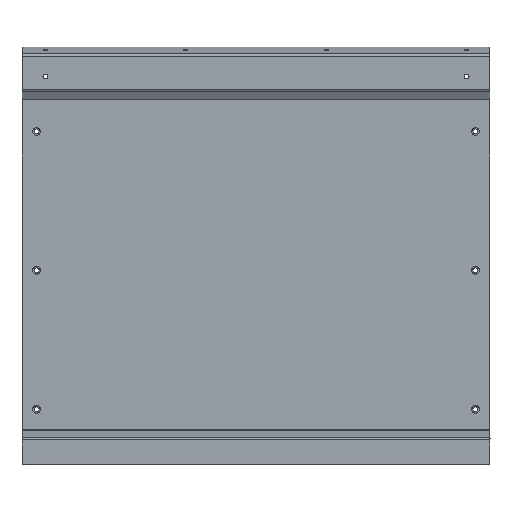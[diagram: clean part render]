
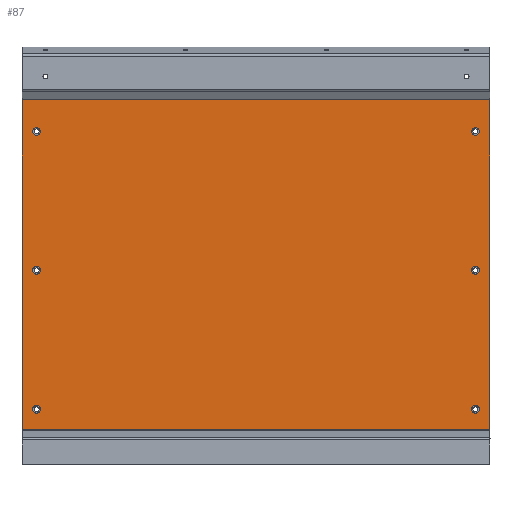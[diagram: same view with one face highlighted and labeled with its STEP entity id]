
A CAD part, top view. The second image highlights one B-rep face of the part: STEP entity #87.
In plain terms, the highlighted planar face has unit normal (0, 0, 1).
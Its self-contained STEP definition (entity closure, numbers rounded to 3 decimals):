
#42=FACE_BOUND('',#286,.T.);
#43=FACE_BOUND('',#287,.T.);
#44=FACE_BOUND('',#288,.T.);
#45=FACE_BOUND('',#289,.T.);
#46=FACE_BOUND('',#290,.T.);
#47=FACE_BOUND('',#291,.T.);
#87=ADVANCED_FACE('',(#177,#42,#43,#44,#45,#46,#47),#1567,.T.);
#177=FACE_OUTER_BOUND('',#285,.T.);
#285=EDGE_LOOP('',(#506,#507,#508,#509));
#286=EDGE_LOOP('',(#510,#511));
#287=EDGE_LOOP('',(#512,#513));
#288=EDGE_LOOP('',(#514,#515));
#289=EDGE_LOOP('',(#516,#517));
#290=EDGE_LOOP('',(#518,#519));
#291=EDGE_LOOP('',(#520,#521));
#506=ORIENTED_EDGE('',*,*,#830,.T.);
#507=ORIENTED_EDGE('',*,*,#891,.F.);
#508=ORIENTED_EDGE('',*,*,#860,.F.);
#509=ORIENTED_EDGE('',*,*,#893,.T.);
#510=ORIENTED_EDGE('',*,*,#904,.T.);
#511=ORIENTED_EDGE('',*,*,#992,.T.);
#512=ORIENTED_EDGE('',*,*,#907,.T.);
#513=ORIENTED_EDGE('',*,*,#995,.T.);
#514=ORIENTED_EDGE('',*,*,#989,.F.);
#515=ORIENTED_EDGE('',*,*,#926,.F.);
#516=ORIENTED_EDGE('',*,*,#986,.F.);
#517=ORIENTED_EDGE('',*,*,#927,.F.);
#518=ORIENTED_EDGE('',*,*,#983,.F.);
#519=ORIENTED_EDGE('',*,*,#928,.F.);
#520=ORIENTED_EDGE('',*,*,#980,.F.);
#521=ORIENTED_EDGE('',*,*,#929,.F.);
#830=EDGE_CURVE('',#1415,#1414,#1050,.T.);
#860=EDGE_CURVE('',#1432,#1424,#1067,.T.);
#891=EDGE_CURVE('',#1424,#1414,#1091,.T.);
#893=EDGE_CURVE('',#1432,#1415,#1093,.T.);
#904=EDGE_CURVE('',#1447,#1515,#1179,.T.);
#907=EDGE_CURVE('',#1449,#1517,#1181,.T.);
#926=EDGE_CURVE('',#1462,#1513,#1194,.T.);
#927=EDGE_CURVE('',#1463,#1511,#1195,.T.);
#928=EDGE_CURVE('',#1464,#1509,#1196,.T.);
#929=EDGE_CURVE('',#1465,#1507,#1197,.T.);
#980=EDGE_CURVE('',#1507,#1465,#1231,.T.);
#983=EDGE_CURVE('',#1509,#1464,#1233,.T.);
#986=EDGE_CURVE('',#1511,#1463,#1235,.T.);
#989=EDGE_CURVE('',#1513,#1462,#1237,.T.);
#992=EDGE_CURVE('',#1515,#1447,#1239,.T.);
#995=EDGE_CURVE('',#1517,#1449,#1241,.T.);
#1050=B_SPLINE_CURVE_WITH_KNOTS('',1,(#2484,#2485),.UNSPECIFIED.,.F.,.F.,
(2,2),(0.,320.),.UNSPECIFIED.);
#1067=B_SPLINE_CURVE_WITH_KNOTS('',1,(#2557,#2558),.UNSPECIFIED.,.F.,.F.,
(2,2),(0.,320.),.UNSPECIFIED.);
#1091=B_SPLINE_CURVE_WITH_KNOTS('',1,(#2626,#2627),.UNSPECIFIED.,.F.,.F.,
(2,2),(0.,225.606),.UNSPECIFIED.);
#1093=B_SPLINE_CURVE_WITH_KNOTS('',1,(#2630,#2631),.UNSPECIFIED.,.F.,.F.,
(2,2),(0.,225.606),.UNSPECIFIED.);
#1179=TRIMMED_CURVE($,#1303,(#2654),(#2655),.T.,.CARTESIAN.);
#1181=TRIMMED_CURVE($,#1305,(#2662),(#2663),.T.,.CARTESIAN.);
#1194=TRIMMED_CURVE($,#1318,(#2713),(#2714),.T.,.CARTESIAN.);
#1195=TRIMMED_CURVE($,#1319,(#2716),(#2717),.T.,.CARTESIAN.);
#1196=TRIMMED_CURVE($,#1320,(#2719),(#2720),.T.,.CARTESIAN.);
#1197=TRIMMED_CURVE($,#1321,(#2722),(#2723),.T.,.CARTESIAN.);
#1231=TRIMMED_CURVE($,#1355,(#2858),(#2859),.T.,.CARTESIAN.);
#1233=TRIMMED_CURVE($,#1357,(#2866),(#2867),.T.,.CARTESIAN.);
#1235=TRIMMED_CURVE($,#1359,(#2874),(#2875),.T.,.CARTESIAN.);
#1237=TRIMMED_CURVE($,#1361,(#2882),(#2883),.T.,.CARTESIAN.);
#1239=TRIMMED_CURVE($,#1363,(#2890),(#2891),.T.,.CARTESIAN.);
#1241=TRIMMED_CURVE($,#1365,(#2898),(#2899),.T.,.CARTESIAN.);
#1303=CIRCLE('',#1779,2.65);
#1305=CIRCLE('',#1781,2.65);
#1318=CIRCLE('',#1794,2.65);
#1319=CIRCLE('',#1795,2.65);
#1320=CIRCLE('',#1796,2.65);
#1321=CIRCLE('',#1797,2.65);
#1355=CIRCLE('',#1831,2.65);
#1357=CIRCLE('',#1833,2.65);
#1359=CIRCLE('',#1835,2.65);
#1361=CIRCLE('',#1837,2.65);
#1363=CIRCLE('',#1839,2.65);
#1365=CIRCLE('',#1841,2.65);
#1414=VERTEX_POINT('',#2324);
#1415=VERTEX_POINT('',#2325);
#1424=VERTEX_POINT('',#2334);
#1432=VERTEX_POINT('',#2342);
#1447=VERTEX_POINT('',#2357);
#1449=VERTEX_POINT('',#2359);
#1462=VERTEX_POINT('',#2372);
#1463=VERTEX_POINT('',#2373);
#1464=VERTEX_POINT('',#2374);
#1465=VERTEX_POINT('',#2375);
#1507=VERTEX_POINT('',#2417);
#1509=VERTEX_POINT('',#2419);
#1511=VERTEX_POINT('',#2421);
#1513=VERTEX_POINT('',#2423);
#1515=VERTEX_POINT('',#2425);
#1517=VERTEX_POINT('',#2427);
#1567=PLANE('',#1691);
#1691=AXIS2_PLACEMENT_3D('',#2249,#1908,$);
#1779=AXIS2_PLACEMENT_3D($,#2653,#2021,#2022);
#1781=AXIS2_PLACEMENT_3D($,#2661,#2025,#2026);
#1794=AXIS2_PLACEMENT_3D($,#2712,#2051,#2052);
#1795=AXIS2_PLACEMENT_3D($,#2715,#2053,#2054);
#1796=AXIS2_PLACEMENT_3D($,#2718,#2055,#2056);
#1797=AXIS2_PLACEMENT_3D($,#2721,#2057,#2058);
#1831=AXIS2_PLACEMENT_3D($,#2857,#2125,#2126);
#1833=AXIS2_PLACEMENT_3D($,#2865,#2129,#2130);
#1835=AXIS2_PLACEMENT_3D($,#2873,#2133,#2134);
#1837=AXIS2_PLACEMENT_3D($,#2881,#2137,#2138);
#1839=AXIS2_PLACEMENT_3D($,#2889,#2141,#2142);
#1841=AXIS2_PLACEMENT_3D($,#2897,#2145,#2146);
#1908=DIRECTION('',(0.,0.,1.));
#2021=DIRECTION('',(0.,0.,-1.));
#2022=DIRECTION('',(0.,1.,0.));
#2025=DIRECTION('',(0.,0.,-1.));
#2026=DIRECTION('',(0.,1.,0.));
#2051=DIRECTION('',(0.,0.,1.));
#2052=DIRECTION('',(0.,1.,0.));
#2053=DIRECTION('',(0.,0.,1.));
#2054=DIRECTION('',(0.,1.,0.));
#2055=DIRECTION('',(0.,0.,1.));
#2056=DIRECTION('',(0.,1.,0.));
#2057=DIRECTION('',(0.,0.,1.));
#2058=DIRECTION('',(0.,1.,0.));
#2125=DIRECTION('',(0.,0.,1.));
#2126=DIRECTION('',(0.,-1.,0.));
#2129=DIRECTION('',(0.,0.,1.));
#2130=DIRECTION('',(0.,-1.,0.));
#2133=DIRECTION('',(0.,0.,1.));
#2134=DIRECTION('',(0.,-1.,0.));
#2137=DIRECTION('',(0.,0.,1.));
#2138=DIRECTION('',(0.,-1.,0.));
#2141=DIRECTION('',(0.,0.,-1.));
#2142=DIRECTION('',(0.,-1.,0.));
#2145=DIRECTION('',(0.,0.,-1.));
#2146=DIRECTION('',(0.,-1.,0.));
#2249=CARTESIAN_POINT('',(-160.,122.404,-34.));
#2324=CARTESIAN_POINT('',(-160.,101.568,-34.));
#2325=CARTESIAN_POINT('',(160.,101.568,-34.));
#2334=CARTESIAN_POINT('',(-160.,-124.037,-34.));
#2342=CARTESIAN_POINT('',(160.,-124.037,-34.));
#2357=CARTESIAN_POINT('',(-150.,-107.35,-34.));
#2359=CARTESIAN_POINT('',(150.,-107.35,-34.));
#2372=CARTESIAN_POINT('',(150.,82.65,-34.));
#2373=CARTESIAN_POINT('',(-150.,82.65,-34.));
#2374=CARTESIAN_POINT('',(150.,-12.35,-34.));
#2375=CARTESIAN_POINT('',(-150.,-12.35,-34.));
#2417=CARTESIAN_POINT('',(-150.,-17.65,-34.));
#2419=CARTESIAN_POINT('',(150.,-17.65,-34.));
#2421=CARTESIAN_POINT('',(-150.,77.35,-34.));
#2423=CARTESIAN_POINT('',(150.,77.35,-34.));
#2425=CARTESIAN_POINT('',(-150.,-112.65,-34.));
#2427=CARTESIAN_POINT('',(150.,-112.65,-34.));
#2484=CARTESIAN_POINT('',(160.,101.568,-34.));
#2485=CARTESIAN_POINT('',(-160.,101.568,-34.));
#2557=CARTESIAN_POINT('',(160.,-124.037,-34.));
#2558=CARTESIAN_POINT('',(-160.,-124.037,-34.));
#2626=CARTESIAN_POINT('',(-160.,-124.037,-34.));
#2627=CARTESIAN_POINT('',(-160.,101.568,-34.));
#2630=CARTESIAN_POINT('',(160.,-124.037,-34.));
#2631=CARTESIAN_POINT('',(160.,101.568,-34.));
#2653=CARTESIAN_POINT('',(-150.,-110.,-34.));
#2654=CARTESIAN_POINT('',(-150.,-107.35,-34.));
#2655=CARTESIAN_POINT('',(-150.,-112.65,-34.));
#2661=CARTESIAN_POINT('',(150.,-110.,-34.));
#2662=CARTESIAN_POINT('',(150.,-107.35,-34.));
#2663=CARTESIAN_POINT('',(150.,-112.65,-34.));
#2712=CARTESIAN_POINT('',(150.,80.,-34.));
#2713=CARTESIAN_POINT('',(150.,82.65,-34.));
#2714=CARTESIAN_POINT('',(150.,77.35,-34.));
#2715=CARTESIAN_POINT('',(-150.,80.,-34.));
#2716=CARTESIAN_POINT('',(-150.,82.65,-34.));
#2717=CARTESIAN_POINT('',(-150.,77.35,-34.));
#2718=CARTESIAN_POINT('',(150.,-15.,-34.));
#2719=CARTESIAN_POINT('',(150.,-12.35,-34.));
#2720=CARTESIAN_POINT('',(150.,-17.65,-34.));
#2721=CARTESIAN_POINT('',(-150.,-15.,-34.));
#2722=CARTESIAN_POINT('',(-150.,-12.35,-34.));
#2723=CARTESIAN_POINT('',(-150.,-17.65,-34.));
#2857=CARTESIAN_POINT('',(-150.,-15.,-34.));
#2858=CARTESIAN_POINT('',(-150.,-17.65,-34.));
#2859=CARTESIAN_POINT('',(-150.,-12.35,-34.));
#2865=CARTESIAN_POINT('',(150.,-15.,-34.));
#2866=CARTESIAN_POINT('',(150.,-17.65,-34.));
#2867=CARTESIAN_POINT('',(150.,-12.35,-34.));
#2873=CARTESIAN_POINT('',(-150.,80.,-34.));
#2874=CARTESIAN_POINT('',(-150.,77.35,-34.));
#2875=CARTESIAN_POINT('',(-150.,82.65,-34.));
#2881=CARTESIAN_POINT('',(150.,80.,-34.));
#2882=CARTESIAN_POINT('',(150.,77.35,-34.));
#2883=CARTESIAN_POINT('',(150.,82.65,-34.));
#2889=CARTESIAN_POINT('',(-150.,-110.,-34.));
#2890=CARTESIAN_POINT('',(-150.,-112.65,-34.));
#2891=CARTESIAN_POINT('',(-150.,-107.35,-34.));
#2897=CARTESIAN_POINT('',(150.,-110.,-34.));
#2898=CARTESIAN_POINT('',(150.,-112.65,-34.));
#2899=CARTESIAN_POINT('',(150.,-107.35,-34.));
